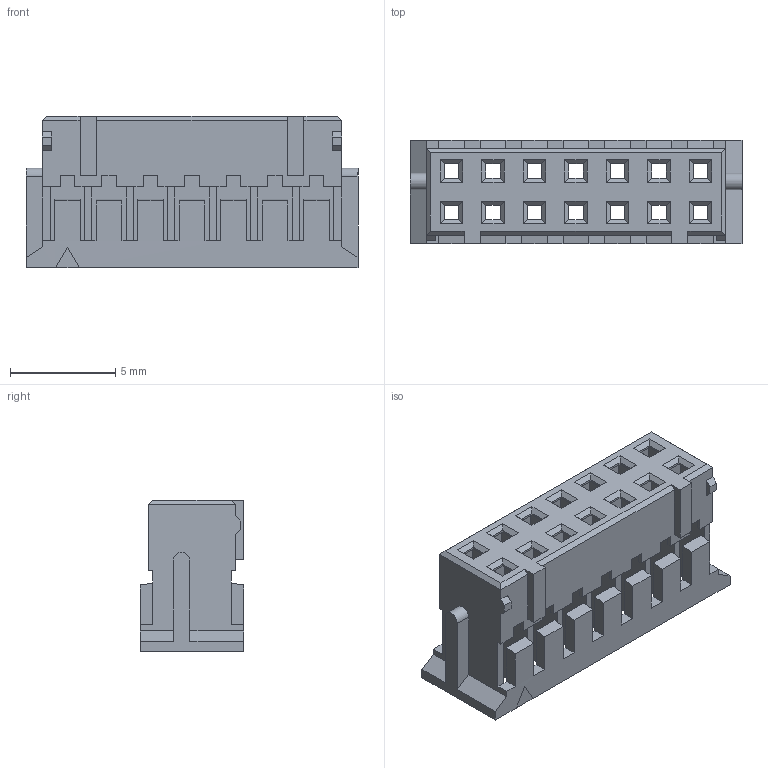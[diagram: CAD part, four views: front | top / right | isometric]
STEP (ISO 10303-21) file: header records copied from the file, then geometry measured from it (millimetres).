
FILE_DESCRIPTION( ('This file contains a STEP AP42 implementation' ,'as created by ZW3D STEP Interface translator.') ,'2;1' );
FILE_NAME( 'WF2002-HXXX01.stp' ,'23 419.113723', (''), ('ZWCAD Software Co.'), 'Version 1.0', 'ZW3D to STEP translator', '' );
FILE_SCHEMA(('AUTOMOTIVE_DESIGN { 1 0 10303 214 1 1 1 1 }'));
Length unit declared in the file: millimetre
Products named in the file (2): 0; WF2002-H14W01
Bounding box: 15.78 x 4.94 x 7.2 mm (x, y, z)
Volume: 186.8 mm3; surface area: 1059.9 mm2
Topology: 1 solids, 1 shells, 483 faces, 1370 edges, 875 vertices
Faces by surface type: plane 481, cylinder 2
Entity records: 15813 total; most frequent: ORIENTED_EDGE 2740, CARTESIAN_POINT 2729, DIRECTION 2342, EDGE_CURVE 1370, VECTOR 1366, LINE 1366, VERTEX_POINT 875, EDGE_LOOP 525
